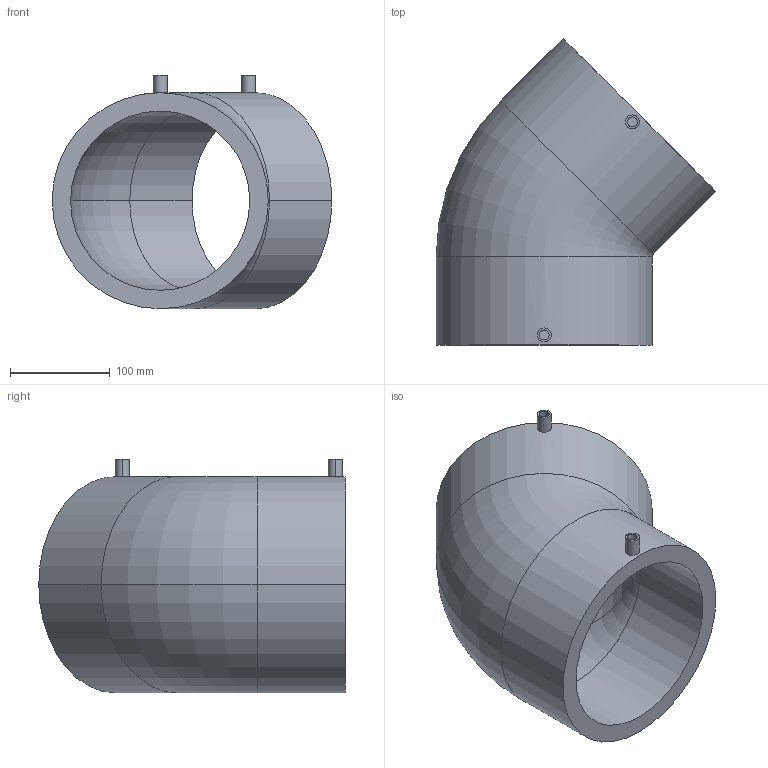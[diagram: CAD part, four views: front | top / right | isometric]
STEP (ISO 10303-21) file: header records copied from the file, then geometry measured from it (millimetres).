
FILE_DESCRIPTION (( 'STEP AP203' ), '1' );
FILE_NAME ('Ef Elbow 45° SDR11_001 117 2022 0180.step', '2025-06-18T14:28:45', ( '' ), ( '' ), 'SwSTEP 2.0', 'SolidWorks 2021', '' );
FILE_SCHEMA (( 'CONFIG_CONTROL_DESIGN' ));
Length unit declared in the file: millimetre
Products named in the file (1): Ef Elbow 45° SDR11_001 117 2022 0180
Bounding box: 280.9 x 307.72 x 234.5 mm (x, y, z)
Volume: 3068777.1 mm3; surface area: 357198.8 mm2
Topology: 1 solids, 1 shells, 26 faces, 52 edges, 32 vertices
Faces by surface type: cylinder 18, torus 4, plane 4
Entity records: 1059 total; most frequent: CARTESIAN_POINT 425, DIRECTION 126, ORIENTED_EDGE 104, AXIS2_PLACEMENT_3D 55, EDGE_CURVE 52, VERTEX_POINT 32, EDGE_LOOP 32, CIRCLE 28
